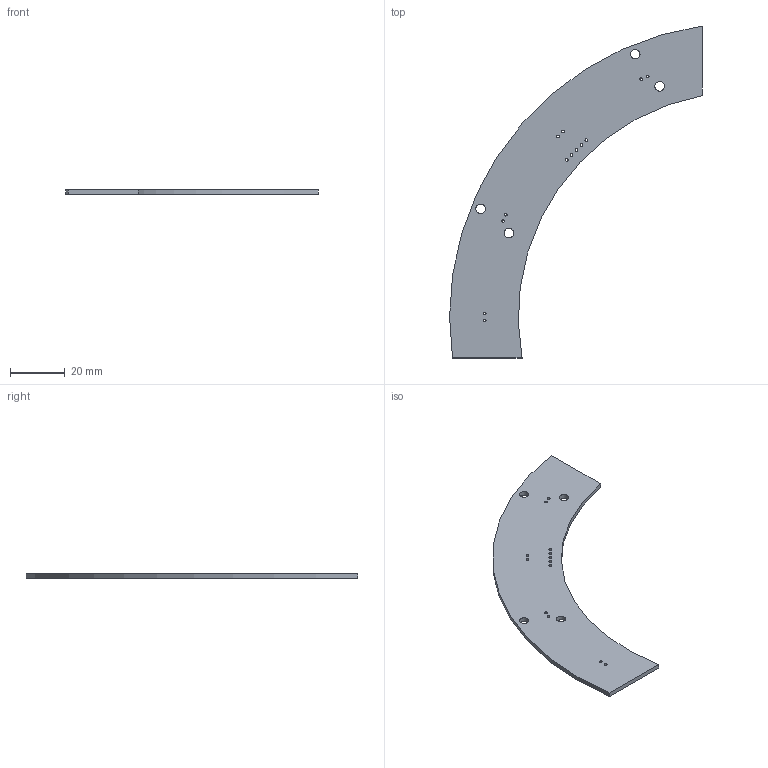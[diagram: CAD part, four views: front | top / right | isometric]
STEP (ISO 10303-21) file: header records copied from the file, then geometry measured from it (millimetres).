
FILE_DESCRIPTION(('KiCad electronic assembly'),'2;1');
FILE_NAME('Left_LED.step','2024-08-25T17:52:54',('Pcbnew'),('Kicad'), 'Open CASCADE STEP processor 7.6','KiCad to STEP converter','Unknown' );
FILE_SCHEMA(('AUTOMOTIVE_DESIGN { 1 0 10303 214 1 1 1 1 }'));
Length unit declared in the file: millimetre
Products named in the file (2): Left_LED 1; Left_LED PCB
Assembly tree (1 placements, depth 2):
  Left_LED 1
    Left_LED PCB
Bounding box: 92.5 x 121.45 x 1.6 mm (x, y, z)
Volume: 5919.1 mm3; surface area: 8093.3 mm2
Topology: 1 solids, 1 shells, 24 faces, 66 edges, 44 vertices
Faces by surface type: cylinder 19, plane 5
Full cylindrical faces by diameter (mm): 1 x13, 3.5 x4
Entity records: 1875 total; most frequent: CARTESIAN_POINT 496, DIRECTION 250, ORIENTED_EDGE 132, PCURVE 132, DEFINITIONAL_REPRESENTATION 132, LINE 122, VECTOR 122, EDGE_CURVE 66
